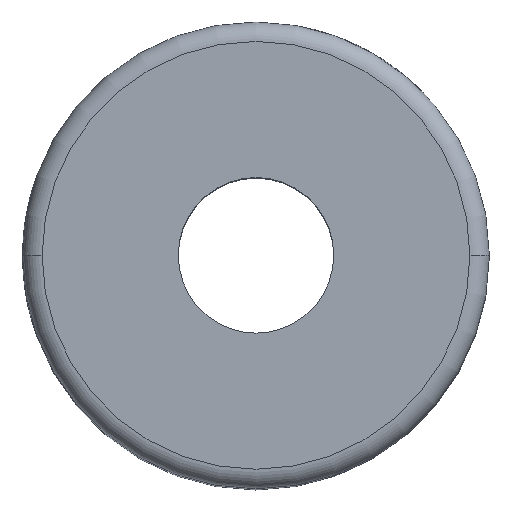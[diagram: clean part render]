
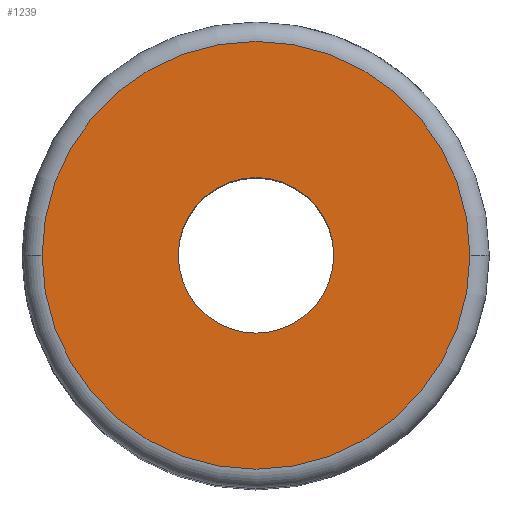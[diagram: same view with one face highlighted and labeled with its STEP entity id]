
A CAD part, top view. The second image highlights one B-rep face of the part: STEP entity #1239.
In plain terms, the highlighted planar face has unit normal (0, 0, 1).
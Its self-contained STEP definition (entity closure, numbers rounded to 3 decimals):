
#39 = DIRECTION ( 'NONE',  ( 0., 0., 1. ) ) ;
#87 = DIRECTION ( 'NONE',  ( 1., 0., 0. ) ) ;
#104 = VERTEX_POINT ( 'NONE', #1078 ) ;
#156 = CIRCLE ( 'NONE', #581, 2. ) ;
#178 = CARTESIAN_POINT ( 'NONE',  ( 5.5, 0., 20. ) ) ;
#207 = DIRECTION ( 'NONE',  ( 1., 0., 0. ) ) ;
#222 = CIRCLE ( 'NONE', #772, 2. ) ;
#304 = DIRECTION ( 'NONE',  ( 0., 0., 1. ) ) ;
#348 = CARTESIAN_POINT ( 'NONE',  ( 0., 0., 20. ) ) ;
#410 = DIRECTION ( 'NONE',  ( 1., 0., 0. ) ) ;
#438 = EDGE_CURVE ( 'NONE', #639, #1205, #623, .T. ) ;
#440 = CARTESIAN_POINT ( 'NONE',  ( 0., 0., 20. ) ) ;
#510 = CARTESIAN_POINT ( 'NONE',  ( 0., 0., 20. ) ) ;
#527 = CARTESIAN_POINT ( 'NONE',  ( -5.5, 0., 20. ) ) ;
#528 = ORIENTED_EDGE ( 'NONE', *, *, #1229, .T. ) ;
#581 = AXIS2_PLACEMENT_3D ( 'NONE', #851, #759, #87 ) ;
#589 = EDGE_LOOP ( 'NONE', ( #1124, #1009 ) ) ;
#597 = CIRCLE ( 'NONE', #942, 5.5 ) ;
#623 = CIRCLE ( 'NONE', #1133, 5.5 ) ;
#625 = EDGE_LOOP ( 'NONE', ( #528, #707 ) ) ;
#639 = VERTEX_POINT ( 'NONE', #527 ) ;
#673 = DIRECTION ( 'NONE',  ( 1., 0., 0. ) ) ;
#707 = ORIENTED_EDGE ( 'NONE', *, *, #438, .T. ) ;
#756 = EDGE_CURVE ( 'NONE', #1077, #104, #222, .T. ) ;
#759 = DIRECTION ( 'NONE',  ( 0., 0., 1. ) ) ;
#769 = DIRECTION ( 'NONE',  ( 0., 0., 1. ) ) ;
#772 = AXIS2_PLACEMENT_3D ( 'NONE', #510, #1091, #410 ) ;
#851 = CARTESIAN_POINT ( 'NONE',  ( 0., 0., 20. ) ) ;
#869 = CARTESIAN_POINT ( 'NONE',  ( 2., 0., 20. ) ) ;
#896 = EDGE_CURVE ( 'NONE', #104, #1077, #156, .T. ) ;
#908 = FACE_BOUND ( 'NONE', #589, .T. ) ;
#942 = AXIS2_PLACEMENT_3D ( 'NONE', #1265, #769, #977 ) ;
#977 = DIRECTION ( 'NONE',  ( 1., 0., 0. ) ) ;
#1009 = ORIENTED_EDGE ( 'NONE', *, *, #896, .F. ) ;
#1072 = PLANE ( 'NONE',  #1150 ) ;
#1077 = VERTEX_POINT ( 'NONE', #869 ) ;
#1078 = CARTESIAN_POINT ( 'NONE',  ( -2., 0., 20. ) ) ;
#1091 = DIRECTION ( 'NONE',  ( 0., 0., 1. ) ) ;
#1118 = FACE_OUTER_BOUND ( 'NONE', #625, .T. ) ;
#1124 = ORIENTED_EDGE ( 'NONE', *, *, #756, .F. ) ;
#1133 = AXIS2_PLACEMENT_3D ( 'NONE', #440, #304, #207 ) ;
#1150 = AXIS2_PLACEMENT_3D ( 'NONE', #348, #39, #673 ) ;
#1205 = VERTEX_POINT ( 'NONE', #178 ) ;
#1229 = EDGE_CURVE ( 'NONE', #1205, #639, #597, .T. ) ;
#1239 = ADVANCED_FACE ( 'NONE', ( #1118, #908 ), #1072, .T. ) ;
#1265 = CARTESIAN_POINT ( 'NONE',  ( 0., 0., 20. ) ) ;
